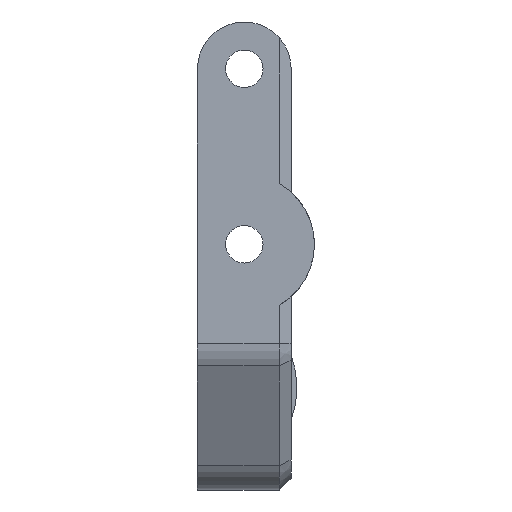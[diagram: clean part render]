
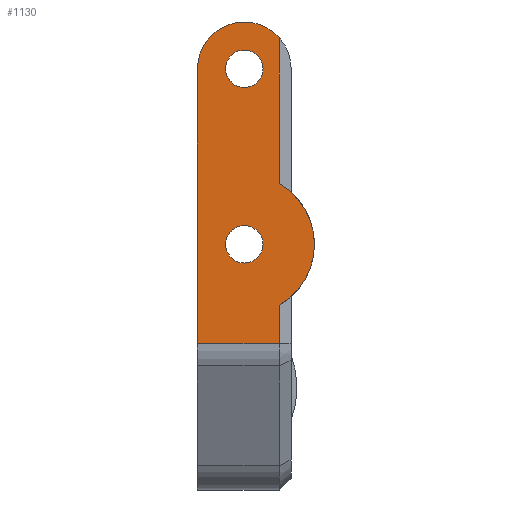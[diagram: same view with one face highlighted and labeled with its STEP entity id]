
A CAD part, left-side view. The second image highlights one B-rep face of the part: STEP entity #1130.
In plain terms, the highlighted planar face has unit normal (-1, 0, 0).
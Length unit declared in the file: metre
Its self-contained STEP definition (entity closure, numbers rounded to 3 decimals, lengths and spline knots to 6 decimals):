
#54=LINE('',#1738,#168);
#55=LINE('',#1742,#169);
#56=LINE('',#1744,#170);
#57=LINE('',#1746,#171);
#168=VECTOR('',#1378,1.);
#169=VECTOR('',#1381,1.);
#170=VECTOR('',#1382,1.);
#171=VECTOR('',#1383,1.);
#261=PLANE('',#1218);
#335=ORIENTED_EDGE('',*,*,#663,.T.);
#336=ORIENTED_EDGE('',*,*,#664,.T.);
#337=ORIENTED_EDGE('',*,*,#665,.T.);
#338=ORIENTED_EDGE('',*,*,#666,.T.);
#339=ORIENTED_EDGE('',*,*,#667,.T.);
#340=ORIENTED_EDGE('',*,*,#668,.T.);
#341=ORIENTED_EDGE('',*,*,#669,.T.);
#342=ORIENTED_EDGE('',*,*,#670,.T.);
#663=EDGE_CURVE('',#827,#827,#911,.T.);
#664=EDGE_CURVE('',#828,#828,#912,.T.);
#665=EDGE_CURVE('',#829,#830,#913,.F.);
#666=EDGE_CURVE('',#830,#831,#54,.T.);
#667=EDGE_CURVE('',#831,#832,#914,.F.);
#668=EDGE_CURVE('',#832,#833,#55,.T.);
#669=EDGE_CURVE('',#833,#834,#56,.F.);
#670=EDGE_CURVE('',#834,#829,#57,.T.);
#827=VERTEX_POINT('',#1732);
#828=VERTEX_POINT('',#1734);
#829=VERTEX_POINT('',#1736);
#830=VERTEX_POINT('',#1737);
#831=VERTEX_POINT('',#1739);
#832=VERTEX_POINT('',#1741);
#833=VERTEX_POINT('',#1743);
#834=VERTEX_POINT('',#1745);
#911=CIRCLE('',#1219,0.0016);
#912=CIRCLE('',#1220,0.0016);
#913=CIRCLE('',#1221,0.006);
#914=CIRCLE('',#1222,0.004);
#948=EDGE_LOOP('',(#335));
#949=EDGE_LOOP('',(#336));
#950=EDGE_LOOP('',(#337,#338,#339,#340,#341,#342));
#1032=FACE_BOUND('',#948,.T.);
#1033=FACE_BOUND('',#949,.T.);
#1034=FACE_BOUND('',#950,.T.);
#1130=ADVANCED_FACE('',(#1032,#1033,#1034),#261,.F.);
#1218=AXIS2_PLACEMENT_3D('',#1730,#1370,#1371);
#1219=AXIS2_PLACEMENT_3D('',#1731,#1372,#1373);
#1220=AXIS2_PLACEMENT_3D('',#1733,#1374,#1375);
#1221=AXIS2_PLACEMENT_3D('',#1735,#1376,#1377);
#1222=AXIS2_PLACEMENT_3D('',#1740,#1379,#1380);
#1370=DIRECTION('',(1.,0.,0.));
#1371=DIRECTION('',(0.,0.,-1.));
#1372=DIRECTION('',(1.,0.,0.));
#1373=DIRECTION('',(0.,0.,-1.));
#1374=DIRECTION('',(1.,0.,0.));
#1375=DIRECTION('',(0.,0.,-1.));
#1376=DIRECTION('',(1.,0.,0.));
#1377=DIRECTION('',(0.,0.,-1.));
#1378=DIRECTION('',(0.,0.,1.));
#1379=DIRECTION('',(1.,0.,0.));
#1380=DIRECTION('',(0.,0.,-1.));
#1381=DIRECTION('',(0.,0.,-1.));
#1382=DIRECTION('',(0.,1.,0.));
#1383=DIRECTION('',(0.,0.,1.));
#1730=CARTESIAN_POINT('',(-0.011,-0.021,-0.01825));
#1731=CARTESIAN_POINT('',(-0.011,-0.017,-0.008));
#1732=CARTESIAN_POINT('',(-0.011,-0.017,-0.0096));
#1733=CARTESIAN_POINT('',(-0.011,-0.017,-0.023));
#1734=CARTESIAN_POINT('',(-0.011,-0.017,-0.0246));
#1735=CARTESIAN_POINT('',(-0.011,-0.017,-0.023));
#1736=CARTESIAN_POINT('',(-0.011,-0.02,-0.028196));
#1737=CARTESIAN_POINT('',(-0.011,-0.02,-0.017804));
#1738=CARTESIAN_POINT('',(-0.011,-0.02,-0.008));
#1739=CARTESIAN_POINT('',(-0.011,-0.02,-0.005354));
#1740=CARTESIAN_POINT('',(-0.011,-0.017,-0.008));
#1741=CARTESIAN_POINT('',(-0.011,-0.013,-0.008));
#1742=CARTESIAN_POINT('',(-0.011,-0.013,-0.01825));
#1743=CARTESIAN_POINT('',(-0.011,-0.013,-0.031483));
#1744=CARTESIAN_POINT('',(-0.011,-0.021,-0.031483));
#1745=CARTESIAN_POINT('',(-0.011,-0.02,-0.031483));
#1746=CARTESIAN_POINT('',(-0.011,-0.02,-0.027472));
